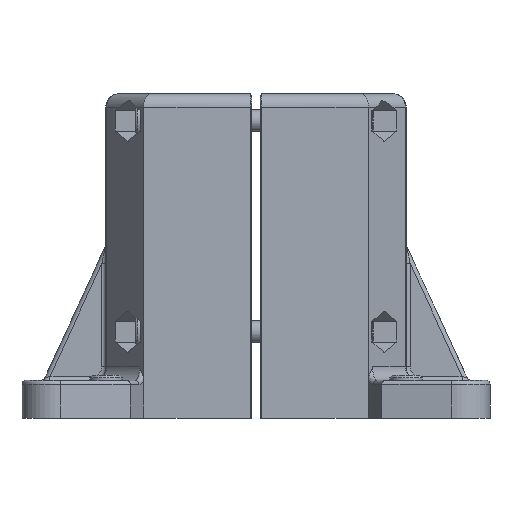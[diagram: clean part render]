
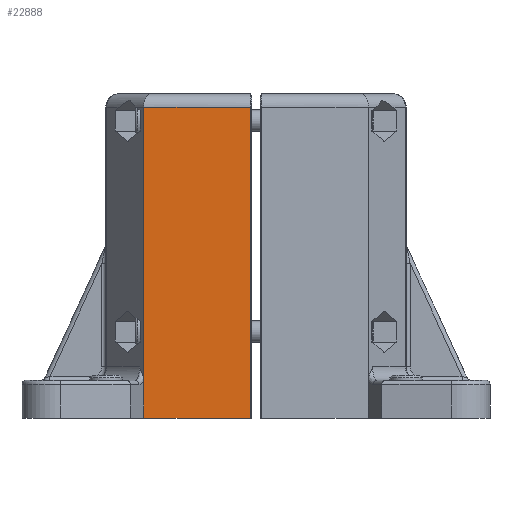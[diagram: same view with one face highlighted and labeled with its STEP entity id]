
A CAD part, left-side view. The second image highlights one B-rep face of the part: STEP entity #22888.
In plain terms, the highlighted planar face has unit normal (-1, 0, 0).
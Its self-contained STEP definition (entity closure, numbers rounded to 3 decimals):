
#15534=CARTESIAN_POINT('',(-57.5,42.,115.));
#15535=VERTEX_POINT('',#15534);
#15591=CARTESIAN_POINT('',(-57.5,42.,0.));
#15592=VERTEX_POINT('',#15591);
#15608=CARTESIAN_POINT('',(-57.5,42.,115.));
#15609=DIRECTION('',(0.0,0.0,-1.0));
#15610=VECTOR('',#15609,115.);
#15611=LINE('',#15608,#15610);
#15612=EDGE_CURVE('',#15535,#15592,#15611,.T.);
#16447=CARTESIAN_POINT('',(-57.5,81.5,14.021));
#16448=VERTEX_POINT('',#16447);
#16597=CARTESIAN_POINT('',(-57.5,81.5,0.));
#16598=VERTEX_POINT('',#16597);
#16605=CARTESIAN_POINT('',(-57.5,81.5,0.));
#16606=DIRECTION('',(0.0,0.0,1.0));
#16607=VECTOR('',#16606,14.021);
#16608=LINE('',#16605,#16607);
#16609=EDGE_CURVE('',#16598,#16448,#16608,.T.);
#17768=CARTESIAN_POINT('',(-57.5,81.5,115.));
#17769=VERTEX_POINT('',#17768);
#17795=CARTESIAN_POINT('',(-57.5,81.5,14.021));
#17796=DIRECTION('',(0.0,0.0,1.0));
#17797=VECTOR('',#17796,100.979);
#17798=LINE('',#17795,#17797);
#17799=EDGE_CURVE('',#16448,#17769,#17798,.T.);
#18246=CARTESIAN_POINT('',(-57.5,81.5,115.));
#18247=DIRECTION('',(0.0,-1.0,0.0));
#18248=VECTOR('',#18247,39.5);
#18249=LINE('',#18246,#18248);
#18250=EDGE_CURVE('',#17769,#15535,#18249,.T.);
#21013=CARTESIAN_POINT('',(-57.5,81.5,0.));
#21014=DIRECTION('',(0.0,-1.0,0.0));
#21015=VECTOR('',#21014,39.5);
#21016=LINE('',#21013,#21015);
#21017=EDGE_CURVE('',#16598,#15592,#21016,.T.);
#22876=CARTESIAN_POINT('',(-57.5,41.5,0.));
#22877=DIRECTION('',(-1.0,0.0,0.0));
#22878=DIRECTION('',(0.0,0.0,-1.0));
#22879=AXIS2_PLACEMENT_3D('',#22876,#22877,#22878);
#22880=PLANE('',#22879);
#22881=ORIENTED_EDGE('',*,*,#15612,.F.);
#22882=ORIENTED_EDGE('',*,*,#18250,.F.);
#22883=ORIENTED_EDGE('',*,*,#17799,.F.);
#22884=ORIENTED_EDGE('',*,*,#16609,.F.);
#22885=ORIENTED_EDGE('',*,*,#21017,.T.);
#22886=EDGE_LOOP('',(#22881,#22882,#22883,#22884,#22885));
#22887=FACE_OUTER_BOUND('',#22886,.T.);
#22888=ADVANCED_FACE('',(#22887),#22880,.T.);
